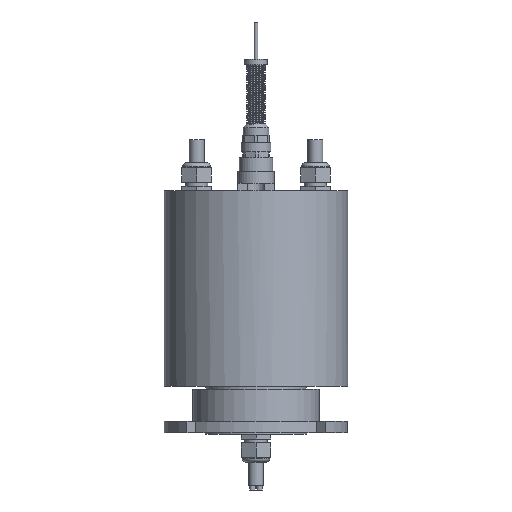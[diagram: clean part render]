
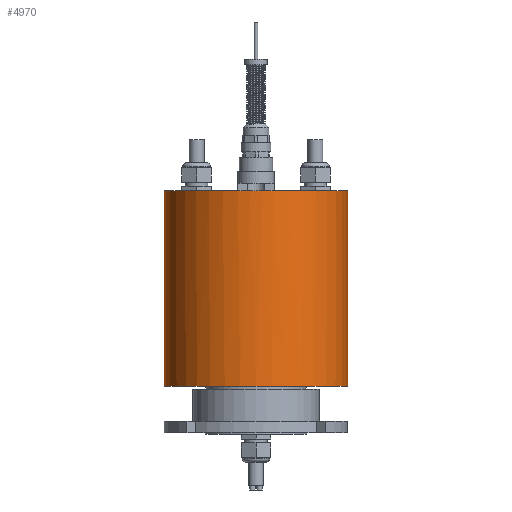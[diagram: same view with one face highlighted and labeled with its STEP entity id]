
A CAD part, front view. The second image highlights one B-rep face of the part: STEP entity #4970.
In plain terms, the highlighted cylindrical face has radius 49.5 mm (diameter 99 mm), a partial arc.
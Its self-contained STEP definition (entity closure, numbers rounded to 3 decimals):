
#53 = DIRECTION ( 'NONE',  ( 1., 0., 0. ) ) ;
#247 = ORIENTED_EDGE ( 'NONE', *, *, #3087, .T. ) ;
#523 = AXIS2_PLACEMENT_3D ( 'NONE', #7071, #8204, #1997 ) ;
#534 = CIRCLE ( 'NONE', #1085, 49.5 ) ;
#1085 = AXIS2_PLACEMENT_3D ( 'NONE', #2241, #9521, #3236 ) ;
#1574 = VERTEX_POINT ( 'NONE', #8168 ) ;
#1588 = CIRCLE ( 'NONE', #5759, 49.5 ) ;
#1676 = DIRECTION ( 'NONE',  ( 0., 0., -1. ) ) ;
#1694 = CIRCLE ( 'NONE', #5607, 49.5 ) ;
#1971 = CARTESIAN_POINT ( 'NONE',  ( 49.5, 0., 104.4 ) ) ;
#1995 = ORIENTED_EDGE ( 'NONE', *, *, #11603, .F. ) ;
#1997 = DIRECTION ( 'NONE',  ( -1., 0., 0. ) ) ;
#2131 = CYLINDRICAL_SURFACE ( 'NONE', #523, 49.5 ) ;
#2241 = CARTESIAN_POINT ( 'NONE',  ( 0., 0., 131.4 ) ) ;
#2576 = LINE ( 'NONE', #4634, #10526 ) ;
#2970 = DIRECTION ( 'NONE',  ( 0., 0., -1. ) ) ;
#3087 = EDGE_CURVE ( 'NONE', #1574, #12893, #12660, .T. ) ;
#3192 = EDGE_CURVE ( 'NONE', #11982, #12230, #1694, .T. ) ;
#3236 = DIRECTION ( 'NONE',  ( 1., 0., 0. ) ) ;
#3975 = CARTESIAN_POINT ( 'NONE',  ( -49.5, 0., 131.4 ) ) ;
#4155 = DIRECTION ( 'NONE',  ( 0., 0., 1. ) ) ;
#4354 = DIRECTION ( 'NONE',  ( 0., 0., 1. ) ) ;
#4463 = VECTOR ( 'NONE', #2970, 1000. ) ;
#4634 = CARTESIAN_POINT ( 'NONE',  ( -49.5, 0., 104.4 ) ) ;
#4908 = AXIS2_PLACEMENT_3D ( 'NONE', #12354, #6118, #53 ) ;
#4970 = ADVANCED_FACE ( 'NONE', ( #5443 ), #2131, .T. ) ;
#5414 = CARTESIAN_POINT ( 'NONE',  ( -9.75, -48.53, 131.4 ) ) ;
#5443 = FACE_OUTER_BOUND ( 'NONE', #7538, .T. ) ;
#5607 = AXIS2_PLACEMENT_3D ( 'NONE', #10446, #4155, #11445 ) ;
#5759 = AXIS2_PLACEMENT_3D ( 'NONE', #10640, #4354, #11648 ) ;
#6015 = VERTEX_POINT ( 'NONE', #7301 ) ;
#6118 = DIRECTION ( 'NONE',  ( 0., 0., 1. ) ) ;
#7071 = CARTESIAN_POINT ( 'NONE',  ( 0., 0., 104.4 ) ) ;
#7301 = CARTESIAN_POINT ( 'NONE',  ( 49.5, 0., 131.4 ) ) ;
#7538 = EDGE_LOOP ( 'NONE', ( #1995, #8053, #8559, #8556, #7985, #247 ) ) ;
#7985 = ORIENTED_EDGE ( 'NONE', *, *, #12529, .T. ) ;
#8053 = ORIENTED_EDGE ( 'NONE', *, *, #11828, .F. ) ;
#8168 = CARTESIAN_POINT ( 'NONE',  ( -49.5, 0., 26. ) ) ;
#8204 = DIRECTION ( 'NONE',  ( 0., 0., -1. ) ) ;
#8556 = ORIENTED_EDGE ( 'NONE', *, *, #9076, .F. ) ;
#8559 = ORIENTED_EDGE ( 'NONE', *, *, #3192, .F. ) ;
#9076 = EDGE_CURVE ( 'NONE', #11666, #11982, #1588, .T. ) ;
#9521 = DIRECTION ( 'NONE',  ( 0., 0., 1. ) ) ;
#10070 = LINE ( 'NONE', #1971, #4463 ) ;
#10446 = CARTESIAN_POINT ( 'NONE',  ( 0., 0., 131.4 ) ) ;
#10526 = VECTOR ( 'NONE', #1676, 1000. ) ;
#10640 = CARTESIAN_POINT ( 'NONE',  ( 0., 0., 131.4 ) ) ;
#11436 = CARTESIAN_POINT ( 'NONE',  ( 49.5, 0., 26. ) ) ;
#11445 = DIRECTION ( 'NONE',  ( 1., 0., 0. ) ) ;
#11603 = EDGE_CURVE ( 'NONE', #6015, #12893, #10070, .T. ) ;
#11648 = DIRECTION ( 'NONE',  ( 1., 0., 0. ) ) ;
#11666 = VERTEX_POINT ( 'NONE', #3975 ) ;
#11828 = EDGE_CURVE ( 'NONE', #12230, #6015, #534, .T. ) ;
#11982 = VERTEX_POINT ( 'NONE', #5414 ) ;
#12230 = VERTEX_POINT ( 'NONE', #13037 ) ;
#12354 = CARTESIAN_POINT ( 'NONE',  ( 0., 0., 26. ) ) ;
#12529 = EDGE_CURVE ( 'NONE', #11666, #1574, #2576, .T. ) ;
#12660 = CIRCLE ( 'NONE', #4908, 49.5 ) ;
#12893 = VERTEX_POINT ( 'NONE', #11436 ) ;
#13037 = CARTESIAN_POINT ( 'NONE',  ( 9.75, -48.53, 131.4 ) ) ;
